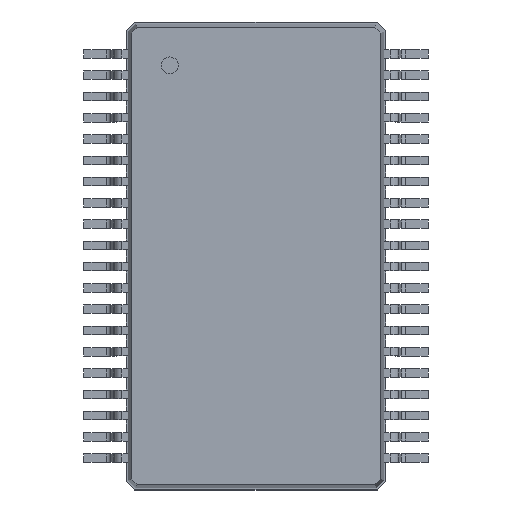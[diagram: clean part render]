
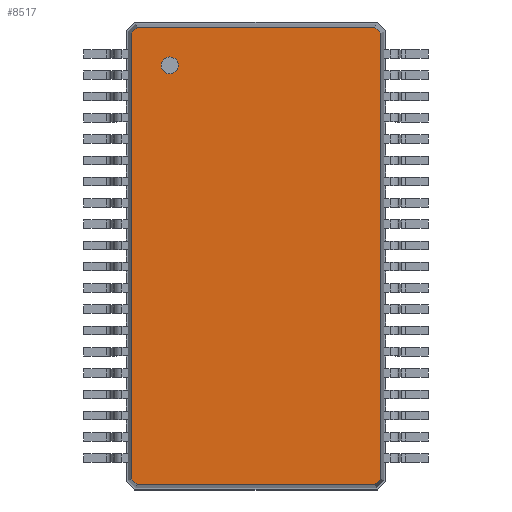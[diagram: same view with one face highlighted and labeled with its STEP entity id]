
A CAD part, top view. The second image highlights one B-rep face of the part: STEP entity #8517.
In plain terms, the highlighted planar face has unit normal (0, 0, 1).
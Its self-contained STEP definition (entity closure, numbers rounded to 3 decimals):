
#13=DIRECTION('',(0.,0.,1.));
#27=VECTOR('',#28,1.);
#28=DIRECTION('',(1.,0.,0.));
#51=VECTOR('',#52,1.);
#52=DIRECTION('',(0.707,-0.707,0.));
#58=VECTOR('',#59,1.);
#59=DIRECTION('',(0.,-1.,0.));
#65=VECTOR('',#66,1.);
#66=DIRECTION('',(-0.707,-0.707,0.));
#72=VECTOR('',#73,1.);
#73=DIRECTION('',(-1.,0.,0.));
#79=VECTOR('',#80,1.);
#80=DIRECTION('',(-0.707,0.707,0.));
#86=VECTOR('',#87,1.);
#87=DIRECTION('',(0.,1.,0.));
#91=VECTOR('',#92,1.);
#92=DIRECTION('',(0.707,0.707,0.));
#2424=VERTEX_POINT('',#2425);
#2425=CARTESIAN_POINT('',(-2.929,5.239,1.2));
#2427=ORIENTED_EDGE('',*,*,#2428,.F.);
#2428=EDGE_CURVE('',#2429,#2424,#2431,.T.);
#2429=VERTEX_POINT('',#2430);
#2430=CARTESIAN_POINT('',(-2.929,-5.239,1.2));
#2431=LINE('',#2430,#86);
#2442=VERTEX_POINT('',#2443);
#2443=CARTESIAN_POINT('',(-2.789,5.379,1.2));
#2445=ORIENTED_EDGE('',*,*,#2446,.F.);
#2446=EDGE_CURVE('',#2424,#2442,#2447,.T.);
#2447=LINE('',#2425,#91);
#2456=VERTEX_POINT('',#2457);
#2457=CARTESIAN_POINT('',(2.789,5.379,1.2));
#2459=ORIENTED_EDGE('',*,*,#2460,.F.);
#2460=EDGE_CURVE('',#2442,#2456,#2461,.T.);
#2461=LINE('',#2443,#27);
#2470=VERTEX_POINT('',#2471);
#2471=CARTESIAN_POINT('',(2.929,5.239,1.2));
#2473=ORIENTED_EDGE('',*,*,#2474,.F.);
#2474=EDGE_CURVE('',#2456,#2470,#2475,.T.);
#2475=LINE('',#2457,#51);
#2644=VERTEX_POINT('',#2645);
#2645=CARTESIAN_POINT('',(2.929,-5.239,1.2));
#2647=ORIENTED_EDGE('',*,*,#2648,.F.);
#2648=EDGE_CURVE('',#2470,#2644,#2649,.T.);
#2649=LINE('',#2471,#58);
#8517=ADVANCED_FACE('',(#8518,#8533),#8543,.T.);
#8518=FACE_BOUND('',#8519,.T.);
#8519=EDGE_LOOP('',(#2459,#2445,#2427,#8520,#8525,#8530,#2647,#2473));
#8520=ORIENTED_EDGE('',*,*,#8521,.F.);
#8521=EDGE_CURVE('',#8522,#2429,#8524,.T.);
#8522=VERTEX_POINT('',#8523);
#8523=CARTESIAN_POINT('',(-2.789,-5.379,1.2));
#8524=LINE('',#8523,#79);
#8525=ORIENTED_EDGE('',*,*,#8526,.F.);
#8526=EDGE_CURVE('',#8527,#8522,#8529,.T.);
#8527=VERTEX_POINT('',#8528);
#8528=CARTESIAN_POINT('',(2.789,-5.379,1.2));
#8529=LINE('',#8528,#72);
#8530=ORIENTED_EDGE('',*,*,#8531,.F.);
#8531=EDGE_CURVE('',#2644,#8527,#8532,.T.);
#8532=LINE('',#2645,#65);
#8533=FACE_BOUND('',#8534,.T.);
#8534=EDGE_LOOP('',(#8535));
#8535=ORIENTED_EDGE('',*,*,#8536,.T.);
#8536=EDGE_CURVE('',#8537,#8537,#8539,.T.);
#8537=VERTEX_POINT('',#8538);
#8538=CARTESIAN_POINT('',(-2.029,4.279,1.2));
#8539=CIRCLE('',#8540,0.2);
#8540=AXIS2_PLACEMENT_3D('',#8541,#8542,#59);
#8541=CARTESIAN_POINT('',(-2.029,4.479,1.2));
#8542=DIRECTION('',(0.,-0.,-1.));
#8543=PLANE('',#8544);
#8544=AXIS2_PLACEMENT_3D('',#2443,#13,#8545);
#8545=DIRECTION('',(0.46,-0.888,0.));
